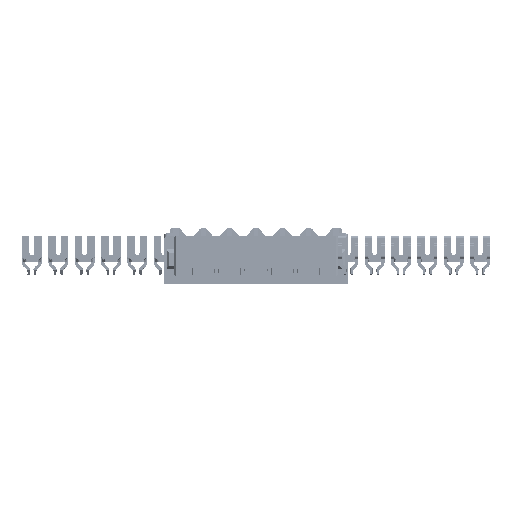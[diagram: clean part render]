
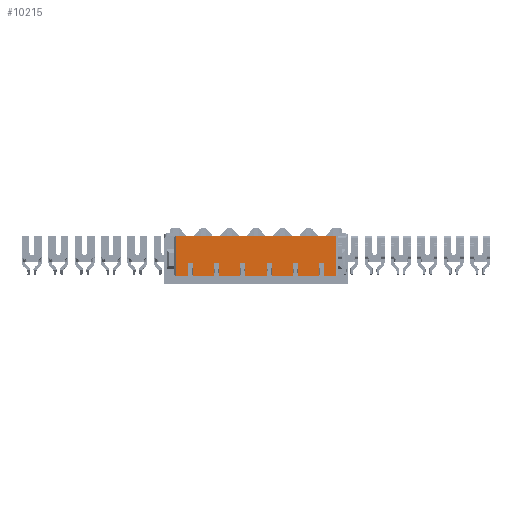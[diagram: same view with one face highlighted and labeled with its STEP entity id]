
A CAD part, front view. The second image highlights one B-rep face of the part: STEP entity #10215.
In plain terms, the highlighted face is planar.
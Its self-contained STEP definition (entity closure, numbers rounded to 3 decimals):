
#479=LINE('',#21288,#1732);
#484=LINE('',#21298,#1737);
#487=LINE('',#21304,#1740);
#1011=LINE('',#22520,#2264);
#1013=LINE('',#22524,#2266);
#1015=LINE('',#22528,#2268);
#1017=LINE('',#22532,#2270);
#1019=LINE('',#22536,#2272);
#1021=LINE('',#22540,#2274);
#1023=LINE('',#22544,#2276);
#1025=LINE('',#22548,#2278);
#1027=LINE('',#22552,#2280);
#1029=LINE('',#22556,#2282);
#1031=LINE('',#22560,#2284);
#1033=LINE('',#22564,#2286);
#1035=LINE('',#22568,#2288);
#1037=LINE('',#22572,#2290);
#1039=LINE('',#22576,#2292);
#1041=LINE('',#22580,#2294);
#1043=LINE('',#22584,#2296);
#1045=LINE('',#22588,#2298);
#1047=LINE('',#22592,#2300);
#1049=LINE('',#22596,#2302);
#1051=LINE('',#22600,#2304);
#1052=LINE('',#22602,#2305);
#1053=LINE('',#22604,#2306);
#1054=LINE('',#22606,#2307);
#1055=LINE('',#22608,#2308);
#1732=VECTOR('',#11864,1000.);
#1737=VECTOR('',#11873,1000.);
#1740=VECTOR('',#11880,1000.);
#2264=VECTOR('',#13026,1000.);
#2266=VECTOR('',#13030,1000.);
#2268=VECTOR('',#13034,1000.);
#2270=VECTOR('',#13038,1000.);
#2272=VECTOR('',#13042,1000.);
#2274=VECTOR('',#13046,1000.);
#2276=VECTOR('',#13050,1000.);
#2278=VECTOR('',#13054,1000.);
#2280=VECTOR('',#13058,1000.);
#2282=VECTOR('',#13062,1000.);
#2284=VECTOR('',#13066,1000.);
#2286=VECTOR('',#13070,1000.);
#2288=VECTOR('',#13074,1000.);
#2290=VECTOR('',#13078,1000.);
#2292=VECTOR('',#13082,1000.);
#2294=VECTOR('',#13086,1000.);
#2296=VECTOR('',#13090,1000.);
#2298=VECTOR('',#13094,1000.);
#2300=VECTOR('',#13098,1000.);
#2302=VECTOR('',#13102,1000.);
#2304=VECTOR('',#13106,1000.);
#2305=VECTOR('',#13109,1000.);
#2306=VECTOR('',#13112,1000.);
#2307=VECTOR('',#13115,1000.);
#2308=VECTOR('',#13118,1000.);
#4826=ORIENTED_EDGE('',*,*,#6216,.F.);
#4827=ORIENTED_EDGE('',*,*,#6879,.F.);
#4828=ORIENTED_EDGE('',*,*,#6878,.T.);
#4829=ORIENTED_EDGE('',*,*,#6877,.F.);
#4830=ORIENTED_EDGE('',*,*,#6876,.T.);
#4831=ORIENTED_EDGE('',*,*,#6875,.F.);
#4832=ORIENTED_EDGE('',*,*,#6873,.F.);
#4833=ORIENTED_EDGE('',*,*,#6871,.F.);
#4834=ORIENTED_EDGE('',*,*,#6869,.F.);
#4835=ORIENTED_EDGE('',*,*,#6867,.F.);
#4836=ORIENTED_EDGE('',*,*,#6865,.F.);
#4837=ORIENTED_EDGE('',*,*,#6863,.F.);
#4838=ORIENTED_EDGE('',*,*,#6861,.F.);
#4839=ORIENTED_EDGE('',*,*,#6859,.F.);
#4840=ORIENTED_EDGE('',*,*,#6857,.F.);
#4841=ORIENTED_EDGE('',*,*,#6855,.F.);
#4842=ORIENTED_EDGE('',*,*,#6853,.F.);
#4843=ORIENTED_EDGE('',*,*,#6851,.F.);
#4844=ORIENTED_EDGE('',*,*,#6849,.F.);
#4845=ORIENTED_EDGE('',*,*,#6847,.F.);
#4846=ORIENTED_EDGE('',*,*,#6845,.F.);
#4847=ORIENTED_EDGE('',*,*,#6843,.F.);
#4848=ORIENTED_EDGE('',*,*,#6841,.F.);
#4849=ORIENTED_EDGE('',*,*,#6839,.F.);
#4850=ORIENTED_EDGE('',*,*,#6837,.F.);
#4851=ORIENTED_EDGE('',*,*,#6835,.F.);
#4852=ORIENTED_EDGE('',*,*,#6219,.F.);
#4853=ORIENTED_EDGE('',*,*,#6211,.F.);
#6211=EDGE_CURVE('',#7633,#7634,#479,.T.);
#6216=EDGE_CURVE('',#7636,#7633,#484,.T.);
#6219=EDGE_CURVE('',#7634,#7638,#487,.T.);
#6835=EDGE_CURVE('',#7638,#8019,#1011,.T.);
#6837=EDGE_CURVE('',#8019,#8020,#1013,.T.);
#6839=EDGE_CURVE('',#8020,#8021,#1015,.T.);
#6841=EDGE_CURVE('',#8021,#8022,#1017,.T.);
#6843=EDGE_CURVE('',#8022,#8023,#1019,.T.);
#6845=EDGE_CURVE('',#8023,#8024,#1021,.T.);
#6847=EDGE_CURVE('',#8024,#8025,#1023,.T.);
#6849=EDGE_CURVE('',#8025,#8026,#1025,.T.);
#6851=EDGE_CURVE('',#8026,#8027,#1027,.T.);
#6853=EDGE_CURVE('',#8027,#8028,#1029,.T.);
#6855=EDGE_CURVE('',#8028,#8029,#1031,.T.);
#6857=EDGE_CURVE('',#8029,#8030,#1033,.T.);
#6859=EDGE_CURVE('',#8030,#8031,#1035,.T.);
#6861=EDGE_CURVE('',#8031,#8032,#1037,.T.);
#6863=EDGE_CURVE('',#8032,#8033,#1039,.T.);
#6865=EDGE_CURVE('',#8033,#8034,#1041,.T.);
#6867=EDGE_CURVE('',#8034,#8035,#1043,.T.);
#6869=EDGE_CURVE('',#8035,#8036,#1045,.T.);
#6871=EDGE_CURVE('',#8036,#8037,#1047,.T.);
#6873=EDGE_CURVE('',#8037,#8038,#1049,.T.);
#6875=EDGE_CURVE('',#8038,#7832,#1051,.T.);
#6876=EDGE_CURVE('',#8001,#7832,#1052,.T.);
#6877=EDGE_CURVE('',#8001,#7999,#1053,.T.);
#6878=EDGE_CURVE('',#8017,#7999,#1054,.T.);
#6879=EDGE_CURVE('',#8017,#7636,#1055,.T.);
#7633=VERTEX_POINT('',#21287);
#7634=VERTEX_POINT('',#21289);
#7636=VERTEX_POINT('',#21297);
#7638=VERTEX_POINT('',#21305);
#7832=VERTEX_POINT('',#21804);
#7999=VERTEX_POINT('',#22428);
#8001=VERTEX_POINT('',#22434);
#8017=VERTEX_POINT('',#22507);
#8019=VERTEX_POINT('',#22521);
#8020=VERTEX_POINT('',#22525);
#8021=VERTEX_POINT('',#22529);
#8022=VERTEX_POINT('',#22533);
#8023=VERTEX_POINT('',#22537);
#8024=VERTEX_POINT('',#22541);
#8025=VERTEX_POINT('',#22545);
#8026=VERTEX_POINT('',#22549);
#8027=VERTEX_POINT('',#22553);
#8028=VERTEX_POINT('',#22557);
#8029=VERTEX_POINT('',#22561);
#8030=VERTEX_POINT('',#22565);
#8031=VERTEX_POINT('',#22569);
#8032=VERTEX_POINT('',#22573);
#8033=VERTEX_POINT('',#22577);
#8034=VERTEX_POINT('',#22581);
#8035=VERTEX_POINT('',#22585);
#8036=VERTEX_POINT('',#22589);
#8037=VERTEX_POINT('',#22593);
#8038=VERTEX_POINT('',#22597);
#8770=EDGE_LOOP('',(#4826,#4827,#4828,#4829,#4830,#4831,#4832,#4833,#4834,
#4835,#4836,#4837,#4838,#4839,#4840,#4841,#4842,#4843,#4844,#4845,#4846,
#4847,#4848,#4849,#4850,#4851,#4852,#4853));
#9293=FACE_BOUND('',#8770,.T.);
#9748=PLANE('',#10956);
#10215=ADVANCED_FACE('',(#9293),#9748,.T.);
#10956=AXIS2_PLACEMENT_3D('',#22609,#13119,#13120);
#11864=DIRECTION('',(1.,0.,0.));
#11873=DIRECTION('',(0.,0.,1.));
#11880=DIRECTION('',(0.,0.,-1.));
#13026=DIRECTION('',(1.,0.,0.));
#13030=DIRECTION('',(0.,0.,1.));
#13034=DIRECTION('',(1.,0.,0.));
#13038=DIRECTION('',(0.,0.,-1.));
#13042=DIRECTION('',(1.,0.,0.));
#13046=DIRECTION('',(0.,0.,1.));
#13050=DIRECTION('',(1.,0.,0.));
#13054=DIRECTION('',(0.,0.,-1.));
#13058=DIRECTION('',(1.,0.,0.));
#13062=DIRECTION('',(0.,0.,1.));
#13066=DIRECTION('',(1.,0.,0.));
#13070=DIRECTION('',(0.,0.,-1.));
#13074=DIRECTION('',(1.,0.,0.));
#13078=DIRECTION('',(0.,0.,1.));
#13082=DIRECTION('',(1.,0.,0.));
#13086=DIRECTION('',(0.,0.,-1.));
#13090=DIRECTION('',(1.,0.,0.));
#13094=DIRECTION('',(0.,0.,1.));
#13098=DIRECTION('',(1.,0.,0.));
#13102=DIRECTION('',(0.,0.,-1.));
#13106=DIRECTION('',(1.,0.,0.));
#13109=DIRECTION('',(0.,0.,-1.));
#13112=DIRECTION('',(-1.,0.,0.));
#13115=DIRECTION('',(0.,0.,1.));
#13118=DIRECTION('',(1.,0.,0.));
#13119=DIRECTION('',(0.,1.,0.));
#13120=DIRECTION('',(0.,0.,1.));
#21287=CARTESIAN_POINT('',(-2.075,2.9,-0.2));
#21288=CARTESIAN_POINT('',(0.,2.9,-0.2));
#21289=CARTESIAN_POINT('',(-1.925,2.9,-0.2));
#21297=CARTESIAN_POINT('',(-2.075,2.9,-0.6));
#21298=CARTESIAN_POINT('',(-2.075,2.9,-0.6));
#21304=CARTESIAN_POINT('',(-1.925,2.9,-0.2));
#21305=CARTESIAN_POINT('',(-1.925,2.9,-0.6));
#21804=CARTESIAN_POINT('',(2.44,2.9,-0.6));
#22428=CARTESIAN_POINT('',(-2.44,2.9,0.6));
#22434=CARTESIAN_POINT('',(2.44,2.9,0.6));
#22507=CARTESIAN_POINT('',(-2.44,2.9,-0.6));
#22520=CARTESIAN_POINT('',(0.,2.9,-0.6));
#22521=CARTESIAN_POINT('',(-1.275,2.9,-0.6));
#22524=CARTESIAN_POINT('',(-1.275,2.9,-0.6));
#22525=CARTESIAN_POINT('',(-1.275,2.9,-0.2));
#22528=CARTESIAN_POINT('',(0.,2.9,-0.2));
#22529=CARTESIAN_POINT('',(-1.125,2.9,-0.2));
#22532=CARTESIAN_POINT('',(-1.125,2.9,-0.2));
#22533=CARTESIAN_POINT('',(-1.125,2.9,-0.6));
#22536=CARTESIAN_POINT('',(0.,2.9,-0.6));
#22537=CARTESIAN_POINT('',(-0.475,2.9,-0.6));
#22540=CARTESIAN_POINT('',(-0.475,2.9,-0.6));
#22541=CARTESIAN_POINT('',(-0.475,2.9,-0.2));
#22544=CARTESIAN_POINT('',(0.,2.9,-0.2));
#22545=CARTESIAN_POINT('',(-0.325,2.9,-0.2));
#22548=CARTESIAN_POINT('',(-0.325,2.9,-0.2));
#22549=CARTESIAN_POINT('',(-0.325,2.9,-0.6));
#22552=CARTESIAN_POINT('',(0.,2.9,-0.6));
#22553=CARTESIAN_POINT('',(0.325,2.9,-0.6));
#22556=CARTESIAN_POINT('',(0.325,2.9,-0.6));
#22557=CARTESIAN_POINT('',(0.325,2.9,-0.2));
#22560=CARTESIAN_POINT('',(0.,2.9,-0.2));
#22561=CARTESIAN_POINT('',(0.475,2.9,-0.2));
#22564=CARTESIAN_POINT('',(0.475,2.9,-0.2));
#22565=CARTESIAN_POINT('',(0.475,2.9,-0.6));
#22568=CARTESIAN_POINT('',(0.,2.9,-0.6));
#22569=CARTESIAN_POINT('',(1.125,2.9,-0.6));
#22572=CARTESIAN_POINT('',(1.125,2.9,-0.6));
#22573=CARTESIAN_POINT('',(1.125,2.9,-0.2));
#22576=CARTESIAN_POINT('',(0.,2.9,-0.2));
#22577=CARTESIAN_POINT('',(1.275,2.9,-0.2));
#22580=CARTESIAN_POINT('',(1.275,2.9,-0.2));
#22581=CARTESIAN_POINT('',(1.275,2.9,-0.6));
#22584=CARTESIAN_POINT('',(0.,2.9,-0.6));
#22585=CARTESIAN_POINT('',(1.925,2.9,-0.6));
#22588=CARTESIAN_POINT('',(1.925,2.9,-0.6));
#22589=CARTESIAN_POINT('',(1.925,2.9,-0.2));
#22592=CARTESIAN_POINT('',(2.075,2.9,-0.2));
#22593=CARTESIAN_POINT('',(2.075,2.9,-0.2));
#22596=CARTESIAN_POINT('',(2.075,2.9,-0.2));
#22597=CARTESIAN_POINT('',(2.075,2.9,-0.6));
#22600=CARTESIAN_POINT('',(0.,2.9,-0.6));
#22602=CARTESIAN_POINT('',(2.44,2.9,0.));
#22604=CARTESIAN_POINT('',(0.,2.9,0.6));
#22606=CARTESIAN_POINT('',(-2.44,2.9,0.));
#22608=CARTESIAN_POINT('',(0.,2.9,-0.6));
#22609=CARTESIAN_POINT('',(0.,2.9,0.));
